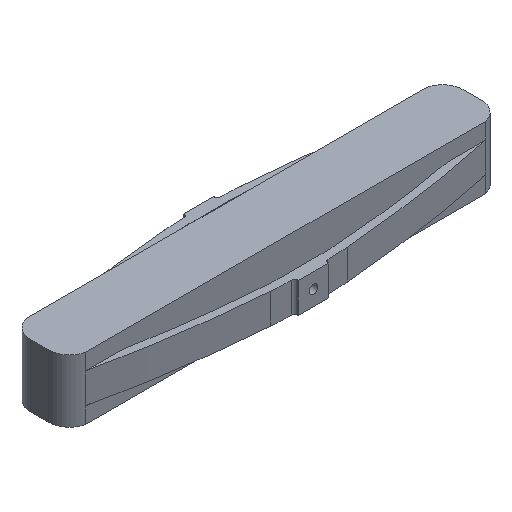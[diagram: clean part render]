
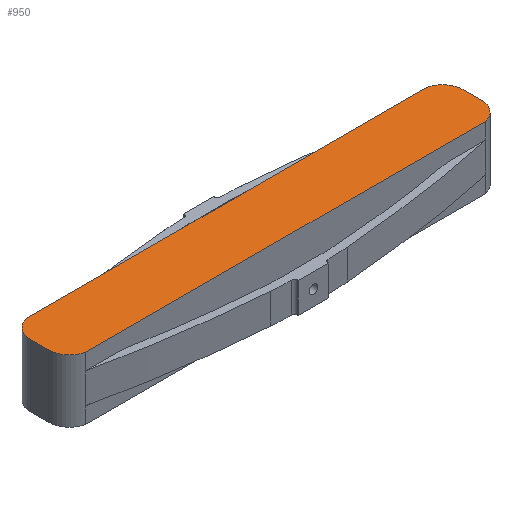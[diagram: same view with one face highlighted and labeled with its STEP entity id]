
A CAD part, isometric view. The second image highlights one B-rep face of the part: STEP entity #950.
In plain terms, the highlighted planar face has unit normal (0, 0, 1).
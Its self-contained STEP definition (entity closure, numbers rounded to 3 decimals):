
#1 = LINE ( 'NONE', #494, #640 ) ;
#2 = DIRECTION ( 'NONE',  ( 1., 0., 0. ) ) ;
#8 = CARTESIAN_POINT ( 'NONE',  ( 96.773, 4.5, 15.5 ) ) ;
#24 = EDGE_CURVE ( 'NONE', #188, #300, #1263, .T. ) ;
#52 = LINE ( 'NONE', #901, #979 ) ;
#73 = AXIS2_PLACEMENT_3D ( 'NONE', #1278, #768, #1054 ) ;
#74 = CARTESIAN_POINT ( 'NONE',  ( 98.941, -14.576, 15.5 ) ) ;
#128 = FACE_OUTER_BOUND ( 'NONE', #444, .T. ) ;
#140 = ORIENTED_EDGE ( 'NONE', *, *, #1330, .T. ) ;
#169 = VERTEX_POINT ( 'NONE', #696 ) ;
#188 = VERTEX_POINT ( 'NONE', #74 ) ;
#300 = VERTEX_POINT ( 'NONE', #989 ) ;
#310 = VERTEX_POINT ( 'NONE', #1256 ) ;
#334 = CIRCLE ( 'NONE', #759, 10.307 ) ;
#358 = LINE ( 'NONE', #1097, #1449 ) ;
#367 = DIRECTION ( 'NONE',  ( 0., -1., 0. ) ) ;
#383 = CARTESIAN_POINT ( 'NONE',  ( 107.08, 4.5, 15.5 ) ) ;
#399 = PLANE ( 'NONE',  #1262 ) ;
#444 = EDGE_LOOP ( 'NONE', ( #1484, #660, #140, #1296, #1430, #1456, #976, #1419 ) ) ;
#456 = VECTOR ( 'NONE', #498, 1000. ) ;
#491 = CARTESIAN_POINT ( 'NONE',  ( -98.941, 14.576, 15.5 ) ) ;
#494 = CARTESIAN_POINT ( 'NONE',  ( -107.08, -4.5, 15.5 ) ) ;
#498 = DIRECTION ( 'NONE',  ( -1., 0., 0. ) ) ;
#525 = EDGE_CURVE ( 'NONE', #942, #817, #753, .T. ) ;
#554 = VERTEX_POINT ( 'NONE', #854 ) ;
#601 = EDGE_CURVE ( 'NONE', #310, #169, #818, .T. ) ;
#616 = EDGE_CURVE ( 'NONE', #817, #554, #334, .T. ) ;
#640 = VECTOR ( 'NONE', #367, 1000. ) ;
#650 = VERTEX_POINT ( 'NONE', #383 ) ;
#660 = ORIENTED_EDGE ( 'NONE', *, *, #1222, .T. ) ;
#696 = CARTESIAN_POINT ( 'NONE',  ( -98.941, -14.576, 15.5 ) ) ;
#708 = AXIS2_PLACEMENT_3D ( 'NONE', #1233, #862, #1367 ) ;
#719 = CARTESIAN_POINT ( 'NONE',  ( 98.941, 14.576, 15.5 ) ) ;
#753 = LINE ( 'NONE', #491, #456 ) ;
#759 = AXIS2_PLACEMENT_3D ( 'NONE', #1361, #980, #1598 ) ;
#768 = DIRECTION ( 'NONE',  ( 0., 0., 1. ) ) ;
#817 = VERTEX_POINT ( 'NONE', #1532 ) ;
#818 = CIRCLE ( 'NONE', #708, 10.307 ) ;
#854 = CARTESIAN_POINT ( 'NONE',  ( -107.08, 4.5, 15.5 ) ) ;
#862 = DIRECTION ( 'NONE',  ( 0., 0., 1. ) ) ;
#873 = DIRECTION ( 'NONE',  ( 0., 0., 1. ) ) ;
#901 = CARTESIAN_POINT ( 'NONE',  ( -98.941, -14.576, 15.5 ) ) ;
#942 = VERTEX_POINT ( 'NONE', #719 ) ;
#950 = ADVANCED_FACE ( 'NONE', ( #128 ), #399, .T. ) ;
#976 = ORIENTED_EDGE ( 'NONE', *, *, #601, .T. ) ;
#978 = DIRECTION ( 'NONE',  ( 0., 0., 1. ) ) ;
#979 = VECTOR ( 'NONE', #1418, 1000. ) ;
#980 = DIRECTION ( 'NONE',  ( 0., 0., 1. ) ) ;
#989 = CARTESIAN_POINT ( 'NONE',  ( 107.08, -4.5, 15.5 ) ) ;
#1037 = EDGE_CURVE ( 'NONE', #169, #188, #52, .T. ) ;
#1054 = DIRECTION ( 'NONE',  ( 1., 0., 0. ) ) ;
#1097 = CARTESIAN_POINT ( 'NONE',  ( 107.08, -4.5, 15.5 ) ) ;
#1167 = CIRCLE ( 'NONE', #1225, 10.307 ) ;
#1222 = EDGE_CURVE ( 'NONE', #300, #650, #358, .T. ) ;
#1225 = AXIS2_PLACEMENT_3D ( 'NONE', #8, #873, #1365 ) ;
#1233 = CARTESIAN_POINT ( 'NONE',  ( -96.773, -4.5, 15.5 ) ) ;
#1256 = CARTESIAN_POINT ( 'NONE',  ( -107.08, -4.5, 15.5 ) ) ;
#1262 = AXIS2_PLACEMENT_3D ( 'NONE', #1471, #978, #2 ) ;
#1263 = CIRCLE ( 'NONE', #73, 10.307 ) ;
#1265 = EDGE_CURVE ( 'NONE', #554, #310, #1, .T. ) ;
#1278 = CARTESIAN_POINT ( 'NONE',  ( 96.773, -4.5, 15.5 ) ) ;
#1296 = ORIENTED_EDGE ( 'NONE', *, *, #525, .T. ) ;
#1320 = DIRECTION ( 'NONE',  ( 0., 1., 0. ) ) ;
#1330 = EDGE_CURVE ( 'NONE', #650, #942, #1167, .T. ) ;
#1361 = CARTESIAN_POINT ( 'NONE',  ( -96.773, 4.5, 15.5 ) ) ;
#1365 = DIRECTION ( 'NONE',  ( 1., 0., 0. ) ) ;
#1367 = DIRECTION ( 'NONE',  ( 1., 0., 0. ) ) ;
#1418 = DIRECTION ( 'NONE',  ( 1., 0., 0. ) ) ;
#1419 = ORIENTED_EDGE ( 'NONE', *, *, #1037, .T. ) ;
#1430 = ORIENTED_EDGE ( 'NONE', *, *, #616, .T. ) ;
#1449 = VECTOR ( 'NONE', #1320, 1000. ) ;
#1456 = ORIENTED_EDGE ( 'NONE', *, *, #1265, .T. ) ;
#1471 = CARTESIAN_POINT ( 'NONE',  ( 96.773, -4.5, 15.5 ) ) ;
#1484 = ORIENTED_EDGE ( 'NONE', *, *, #24, .T. ) ;
#1532 = CARTESIAN_POINT ( 'NONE',  ( -98.941, 14.576, 15.5 ) ) ;
#1598 = DIRECTION ( 'NONE',  ( 1., 0., 0. ) ) ;
